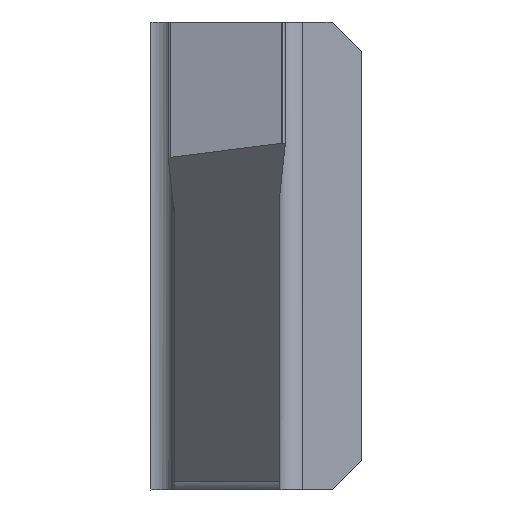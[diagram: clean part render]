
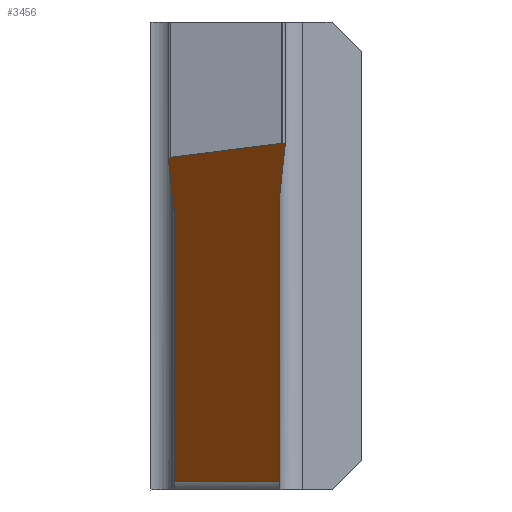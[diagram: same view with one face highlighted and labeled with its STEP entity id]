
A CAD part, front view. The second image highlights one B-rep face of the part: STEP entity #3456.
In plain terms, the highlighted planar face has unit normal (0, -0.427, -0.904).
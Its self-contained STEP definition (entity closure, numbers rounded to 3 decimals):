
#6=CARTESIAN_POINT('',(2.237,0.002,-2.073));
#7=CARTESIAN_POINT('',(2.241,0.001,-2.072));
#8=CARTESIAN_POINT('',(2.246,0.,-2.072));
#9=CARTESIAN_POINT('',(2.25,0.,-2.072));
#10=(BOUNDED_CURVE()B_SPLINE_CURVE(3,(#6,#7,#8,#9),.UNSPECIFIED.,.F.,.F.)B_SPLINE_CURVE_WITH_KNOTS((4,4),(0.,1.),.UNSPECIFIED.)CURVE()GEOMETRIC_REPRESENTATION_ITEM()RATIONAL_B_SPLINE_CURVE((1.,0.994,0.994,1.))REPRESENTATION_ITEM(''));
#11=CARTESIAN_POINT('',(2.237,0.002,-2.073));
#12=VERTEX_POINT('',#11);
#13=CARTESIAN_POINT('',(2.25,0.,-2.072));
#14=VERTEX_POINT('',#13);
#15=EDGE_CURVE('',#12,#14,#10,.T.);
#96=CARTESIAN_POINT('',(0.337,0.511,-2.314));
#97=DIRECTION('',(0.959,-0.257,0.121));
#98=VECTOR('',#97,1.982);
#99=LINE('',#96,#98);
#100=CARTESIAN_POINT('',(0.337,0.511,-2.314));
#101=VERTEX_POINT('',#100);
#102=EDGE_CURVE('',#101,#12,#99,.T.);
#178=CARTESIAN_POINT('',(0.3,0.562,-2.338));
#179=VERTEX_POINT('',#178);
#190=CARTESIAN_POINT('',(0.3,0.562,-2.338));
#191=CARTESIAN_POINT('',(0.299,0.537,-2.326));
#192=CARTESIAN_POINT('',(0.313,0.517,-2.317));
#193=CARTESIAN_POINT('',(0.337,0.511,-2.314));
#194=(BOUNDED_CURVE()B_SPLINE_CURVE(3,(#190,#191,#192,#193),.UNSPECIFIED.,.F.,.F.)B_SPLINE_CURVE_WITH_KNOTS((4,4),(0.,1.),.UNSPECIFIED.)CURVE()GEOMETRIC_REPRESENTATION_ITEM()RATIONAL_B_SPLINE_CURVE((1.,0.851,0.851,1.))REPRESENTATION_ITEM(''));
#195=EDGE_CURVE('',#179,#101,#194,.T.);
#239=CARTESIAN_POINT('',(0.401,2.494,-3.251));
#240=DIRECTION('',(-0.047,-0.903,0.427));
#241=VECTOR('',#240,2.139);
#242=LINE('',#239,#241);
#243=CARTESIAN_POINT('',(0.401,2.494,-3.251));
#244=VERTEX_POINT('',#243);
#245=EDGE_CURVE('',#244,#179,#242,.T.);
#342=CARTESIAN_POINT('',(0.401,12.223,-7.85));
#343=DIRECTION('',(0.,-0.904,0.427));
#344=VECTOR('',#343,10.762);
#345=LINE('',#342,#344);
#346=CARTESIAN_POINT('',(0.401,12.223,-7.85));
#347=VERTEX_POINT('',#346);
#348=EDGE_CURVE('',#347,#244,#345,.T.);
#2785=CARTESIAN_POINT('',(2.2,12.223,-7.85));
#2786=VERTEX_POINT('',#2785);
#2797=CARTESIAN_POINT('',(2.2,2.012,-3.023));
#2798=DIRECTION('',(0.,0.904,-0.427));
#2799=VECTOR('',#2798,11.295);
#2800=LINE('',#2797,#2799);
#2801=CARTESIAN_POINT('',(2.2,2.012,-3.023));
#2802=VERTEX_POINT('',#2801);
#2803=EDGE_CURVE('',#2802,#2786,#2800,.T.);
#2863=CARTESIAN_POINT('',(2.3,0.053,-2.097));
#2864=VERTEX_POINT('',#2863);
#2900=CARTESIAN_POINT('',(2.3,0.053,-2.097));
#2901=DIRECTION('',(-0.046,0.903,-0.427));
#2902=VECTOR('',#2901,2.169);
#2903=LINE('',#2900,#2902);
#2904=EDGE_CURVE('',#2864,#2802,#2903,.T.);
#2996=CARTESIAN_POINT('',(0.401,12.223,-7.85));
#2997=DIRECTION('',(1.,0.,0.));
#2998=VECTOR('',#2997,1.799);
#2999=LINE('',#2996,#2998);
#3000=EDGE_CURVE('',#347,#2786,#2999,.T.);
#3324=CARTESIAN_POINT('',(2.25,0.,-2.072));
#3325=CARTESIAN_POINT('',(2.28,0.,-2.072));
#3326=CARTESIAN_POINT('',(2.301,0.022,-2.083));
#3327=CARTESIAN_POINT('',(2.3,0.053,-2.097));
#3328=(BOUNDED_CURVE()B_SPLINE_CURVE(3,(#3324,#3325,#3326,#3327),.UNSPECIFIED.,.F.,.F.)B_SPLINE_CURVE_WITH_KNOTS((4,4),(0.,1.),.UNSPECIFIED.)CURVE()GEOMETRIC_REPRESENTATION_ITEM()RATIONAL_B_SPLINE_CURVE((1.,0.793,0.793,1.))REPRESENTATION_ITEM('')
);
#3329=EDGE_CURVE('',#14,#2864,#3328,.T.);
#3368=CARTESIAN_POINT('',(0.75,5.638,-4.737));
#3369=DIRECTION('',(0.,0.427,0.904));
#3370=DIRECTION('',(0.,-0.386,0.183));
#3371=AXIS2_PLACEMENT_3D('',#3368,#3369,#3370);
#3372=PLANE('',#3371);
#3373=ORIENTED_EDGE('Edge 1338',*,*,#2803,.F.);
#3382=ORIENTED_EDGE('Edge 186',*,*,#3000,.T.);
#3391=ORIENTED_EDGE('Edge 1207',*,*,#348,.F.);
#3400=ORIENTED_EDGE('Edge 196',*,*,#245,.F.);
#3409=ORIENTED_EDGE('Edge 201',*,*,#195,.F.);
#3418=ORIENTED_EDGE('Edge 206',*,*,#102,.F.);
#3427=ORIENTED_EDGE('Edge 211',*,*,#15,.F.);
#3436=ORIENTED_EDGE('Edge 216',*,*,#3329,.F.);
#3445=ORIENTED_EDGE('Edge 221',*,*,#2904,.F.);
#3454=EDGE_LOOP('',(#3445,#3436,#3427,#3418,#3409,#3400,#3391,#3382,#3373));
#3455=FACE_OUTER_BOUND('Loop 222',#3454,.T.);
#3456=ADVANCED_FACE('Face 223',(#3455),#3372,.F.);
